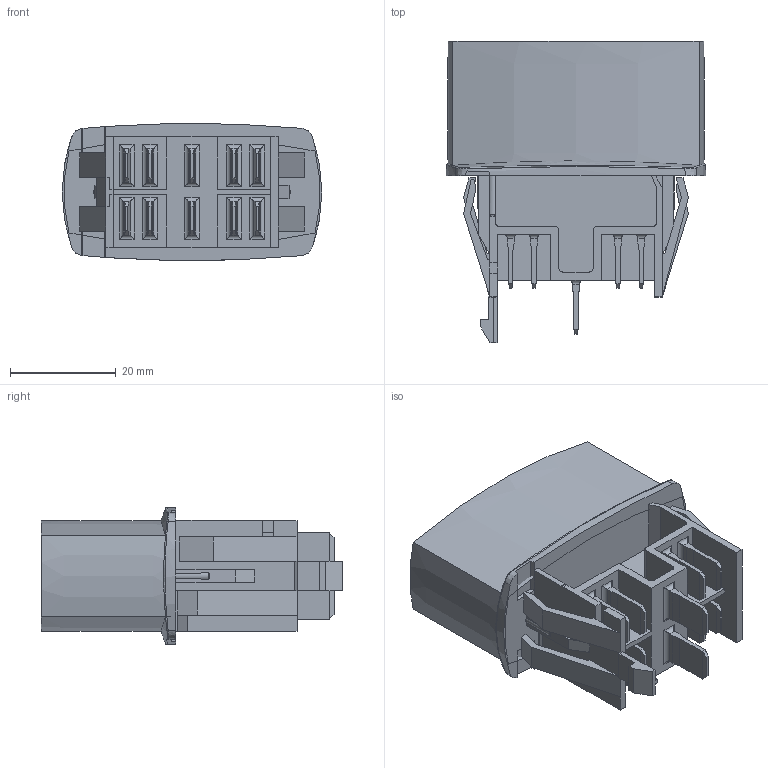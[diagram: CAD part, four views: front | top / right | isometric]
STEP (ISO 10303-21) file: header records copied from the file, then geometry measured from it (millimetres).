
FILE_DESCRIPTION((''),'2;1');
FILE_NAME('390-9005-05','2012-03-05T',('danboyden'),(''),'PRO/ENGINEER BY PARAMETRIC TECHNOLOGY CORPORATION, 2010280','PRO/ENGINEER BY PARAMETRIC TECHNOLOGY CORPORATION, 2010280','');
FILE_SCHEMA(('CONFIG_CONTROL_DESIGN'));
Length unit declared in the file: inch
Products named in the file (1): 390-9005-05
Bounding box: 48.97 x 56.9 x 25.84 mm (x, y, z)
Volume: 7425.1 mm3; surface area: 13478.8 mm2
Topology: 1 solids, 4 shells, 342 faces, 928 edges, 602 vertices
Faces by surface type: plane 249, cylinder 60, bspline 20, extrusion 6, cone 6, torus 1
Entity records: 12566 total; most frequent: CARTESIAN_POINT 4199, ORIENTED_EDGE 1840, DIRECTION 1502, EDGE_CURVE 928, VECTOR 756, LINE 750, VERTEX_POINT 602, AXIS2_PLACEMENT_3D 373
